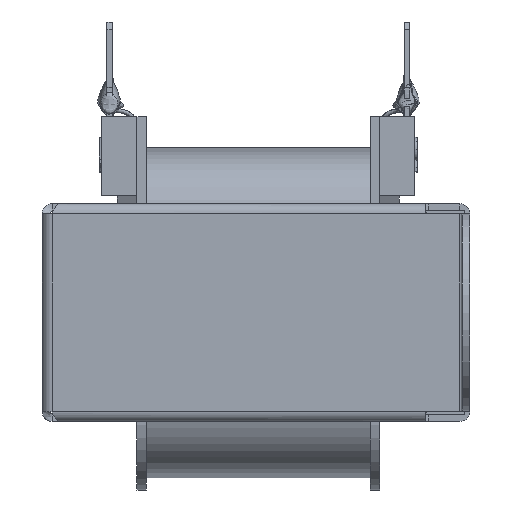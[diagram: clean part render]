
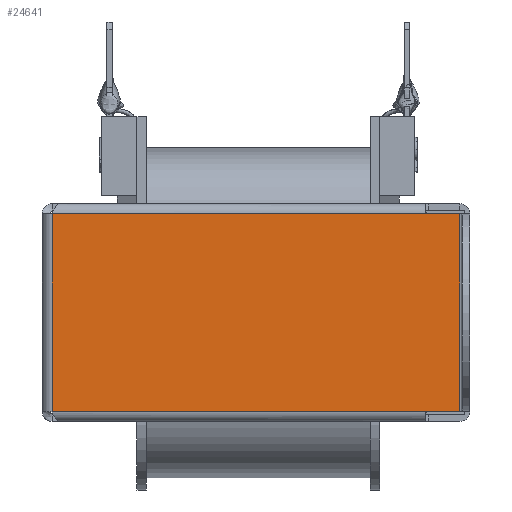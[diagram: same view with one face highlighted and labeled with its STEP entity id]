
A CAD part, left-side view. The second image highlights one B-rep face of the part: STEP entity #24641.
In plain terms, the highlighted planar face has unit normal (-1, 0, 0).
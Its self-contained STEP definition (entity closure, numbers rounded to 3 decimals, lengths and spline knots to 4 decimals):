
#2454=FACE_OUTER_BOUND('',#3805,.T.);
#3805=EDGE_LOOP('',(#22171,#22172,#22173,#22174,#22175,#22176));
#6511=LINE('',#40773,#9334);
#6514=LINE('',#40780,#9337);
#6645=LINE('',#41210,#9468);
#6646=LINE('',#41213,#9469);
#6673=LINE('',#41435,#9496);
#6698=LINE('',#41647,#9521);
#9334=VECTOR('',#31331,0.3937);
#9337=VECTOR('',#31338,0.3937);
#9468=VECTOR('',#31677,0.3937);
#9469=VECTOR('',#31680,0.3937);
#9496=VECTOR('',#31737,0.3937);
#9521=VECTOR('',#31810,0.3937);
#11605=VERTEX_POINT('',#40765);
#11606=VERTEX_POINT('',#40769);
#11608=VERTEX_POINT('',#40778);
#11633=VERTEX_POINT('',#40887);
#11716=VERTEX_POINT('',#41212);
#11737=VERTEX_POINT('',#41427);
#14981=EDGE_CURVE('',#11605,#11606,#6511,.T.);
#14984=EDGE_CURVE('',#11608,#11606,#6514,.T.);
#15159=EDGE_CURVE('',#11633,#11605,#6645,.T.);
#15160=EDGE_CURVE('',#11716,#11633,#6646,.T.);
#15200=EDGE_CURVE('',#11737,#11608,#6673,.T.);
#15242=EDGE_CURVE('',#11737,#11716,#6698,.T.);
#22171=ORIENTED_EDGE('',*,*,#14981,.T.);
#22172=ORIENTED_EDGE('',*,*,#14984,.F.);
#22173=ORIENTED_EDGE('',*,*,#15200,.F.);
#22174=ORIENTED_EDGE('',*,*,#15242,.T.);
#22175=ORIENTED_EDGE('',*,*,#15160,.T.);
#22176=ORIENTED_EDGE('',*,*,#15159,.T.);
#23394=PLANE('',#26193);
#24641=ADVANCED_FACE('',(#2454),#23394,.T.);
#26193=AXIS2_PLACEMENT_3D('',#41657,#31826,#31827);
#31331=DIRECTION('',(0.,0.,1.));
#31338=DIRECTION('',(0.,-1.,0.));
#31677=DIRECTION('',(0.,-1.,0.));
#31680=DIRECTION('',(0.,-1.,0.));
#31737=DIRECTION('',(0.,-1.,0.));
#31810=DIRECTION('',(0.,0.,-1.));
#31826=DIRECTION('center_axis',(-1.,0.,0.));
#31827=DIRECTION('ref_axis',(0.,0.,1.));
#40765=CARTESIAN_POINT('',(-0.9752,-1.5547,-0.375));
#40769=CARTESIAN_POINT('',(-0.9752,-1.5547,0.375));
#40773=CARTESIAN_POINT('',(-0.9752,-1.5547,-0.1875));
#40778=CARTESIAN_POINT('',(-0.9752,-1.435,0.375));
#40780=CARTESIAN_POINT('',(-0.9752,-1.5625,0.375));
#40887=CARTESIAN_POINT('',(-0.9752,-1.435,-0.375));
#41210=CARTESIAN_POINT('',(-0.9752,-1.5625,-0.375));
#41212=CARTESIAN_POINT('',(-0.9752,-0.0078,-0.375));
#41213=CARTESIAN_POINT('',(-0.9752,-1.5625,-0.375));
#41427=CARTESIAN_POINT('',(-0.9752,-0.0078,0.375));
#41435=CARTESIAN_POINT('',(-0.9752,-1.5625,0.375));
#41647=CARTESIAN_POINT('',(-0.9752,-0.0078,0.));
#41657=CARTESIAN_POINT('Origin',(-0.9752,-0.7689,
0.));
